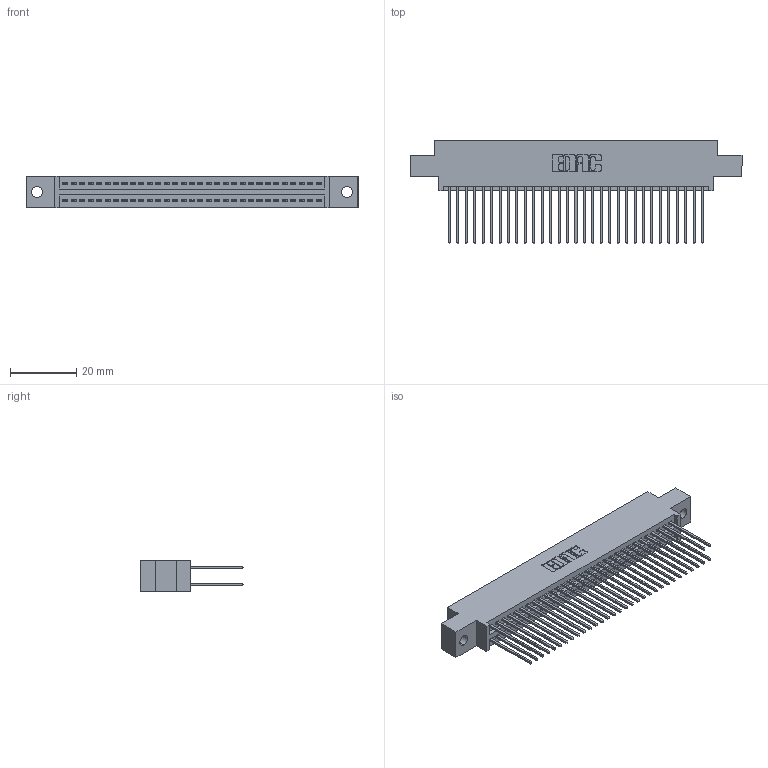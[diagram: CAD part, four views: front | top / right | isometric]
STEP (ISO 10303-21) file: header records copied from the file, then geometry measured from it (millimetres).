
FILE_DESCRIPTION (( 'STEP AP203' ), '1' );
FILE_NAME ('395-062-542-802.STEP', '2018-11-24T04:01:44', ( '' ), ( '' ), 'SwSTEP 2.0', 'SolidWorks 2016', '' );
FILE_SCHEMA (( 'CONFIG_CONTROL_DESIGN' ));
Length unit declared in the file: inch
Products named in the file (3): 345-292-001_345-293-142; 345 Part_0.170 Offset - 0.128 Dia; 395-062-542-802
Assembly tree (63 placements, depth 2):
  395-062-542-802
    345 Part_0.170 Offset - 0.128 Dia
    345-292-001_345-293-142  x62
Bounding box: 99.95 x 31.29 x 9.4 mm (x, y, z)
Volume: 9746 mm3; surface area: 15414.6 mm2
Topology: 63 solids, 63 shells, 3230 faces, 9591 edges, 6310 vertices
Faces by surface type: plane 2130, cylinder 1100
Entity records: 25957 total; most frequent: CARTESIAN_POINT 4364, ORIENTED_EDGE 4298, DIRECTION 3861, EDGE_CURVE 2149, VECTOR 1893, LINE 1893, VERTEX_POINT 1430, AXIS2_PLACEMENT_3D 984
